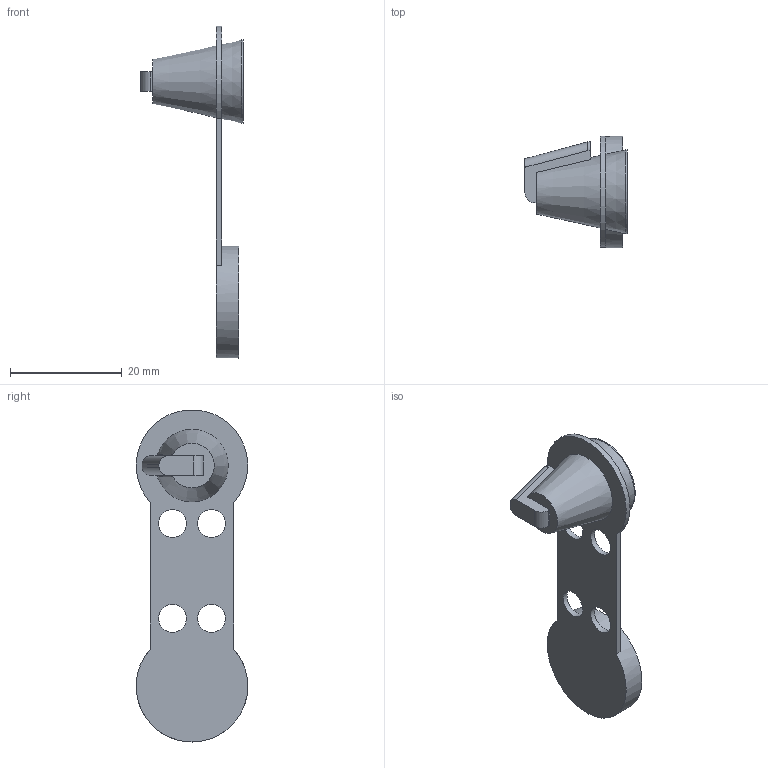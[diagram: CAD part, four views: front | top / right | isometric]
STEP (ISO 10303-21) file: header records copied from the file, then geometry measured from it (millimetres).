
FILE_DESCRIPTION(/* description */ (''),/* implementation_level */ '2;1');
FILE_NAME(/* name */ 'brazo_pot.step',/* time_stamp */ '2024-10-27T01:10:23-03:00',/* author */ (''),/* organization */ (''),/* preprocessor_version */ 'ST-DEVELOPER v20',/* originating_system */ 'Autodesk Translation Framework v13.20.0.188',/* authorisation */ '');
FILE_SCHEMA (('AUTOMOTIVE_DESIGN { 1 0 10303 214 3 1 1 }'));
Length unit declared in the file: millimetre
Products named in the file (1): perilla
Bounding box: 18.3 x 20 x 59.48 mm (x, y, z)
Volume: 2135.7 mm3; surface area: 3301.1 mm2
Topology: 1 solids, 1 shells, 133 faces, 367 edges, 242 vertices
Faces by surface type: plane 106, cylinder 16, bspline 6, cone 5
Full cylindrical faces by diameter (mm): 5 x4, 6.6 x1, 12.28 x1, 15 x1, 17 x1, 20 x1
Entity records: 4326 total; most frequent: CARTESIAN_POINT 1054, ORIENTED_EDGE 734, DIRECTION 615, EDGE_CURVE 367, VERTEX_POINT 242, LINE 217, VECTOR 217, AXIS2_PLACEMENT_3D 199
